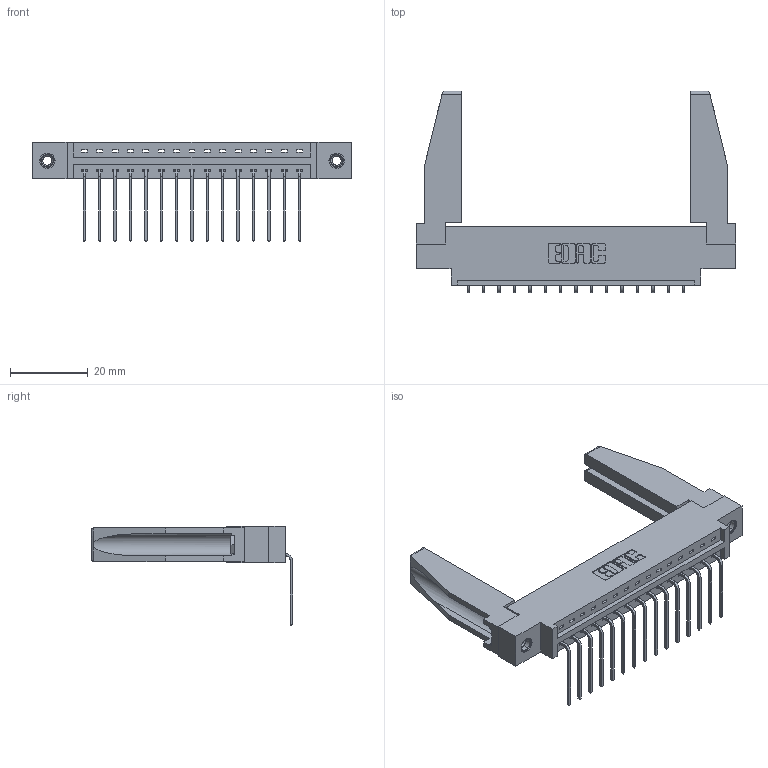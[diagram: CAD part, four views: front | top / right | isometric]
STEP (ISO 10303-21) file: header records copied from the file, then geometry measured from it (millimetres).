
FILE_DESCRIPTION (( 'STEP AP203' ), '1' );
FILE_NAME ('387-015-559-678.STEP', '2019-10-02T17:55:18', ( '' ), ( '' ), 'SwSTEP 2.0', 'SolidWorks 2016', '' );
FILE_SCHEMA (( 'CONFIG_CONTROL_DESIGN' ));
Length unit declared in the file: inch
Products named in the file (5): 345-250-001_345-250-001-102; 387-015-559-678; 345-292-001_558 559 Tail - 1; 337 Part_0.170 Offset - 0.156 Dia-TI; 307-220-078
Assembly tree (20 placements, depth 2):
  387-015-559-678
    337 Part_0.170 Offset - 0.156 Dia-TI
    345-292-001_558 559 Tail - 1  x15
    345-250-001_345-250-001-102  x2
    307-220-078  x2
Bounding box: 82.45 x 51.88 x 25.53 mm (x, y, z)
Volume: 12157.1 mm3; surface area: 12526.5 mm2
Topology: 20 solids, 20 shells, 1208 faces, 3563 edges, 2346 vertices
Faces by surface type: plane 878, cylinder 314, cone 12, torus 4
Entity records: 17298 total; most frequent: CARTESIAN_POINT 3005, ORIENTED_EDGE 2912, DIRECTION 2594, EDGE_CURVE 1456, VECTOR 1290, LINE 1290, VERTEX_POINT 964, AXIS2_PLACEMENT_3D 652
